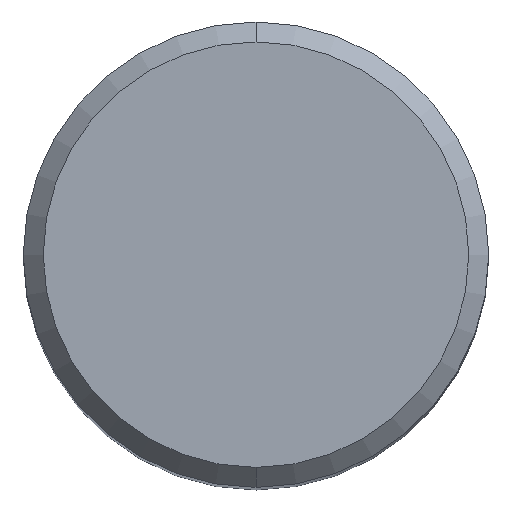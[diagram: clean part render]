
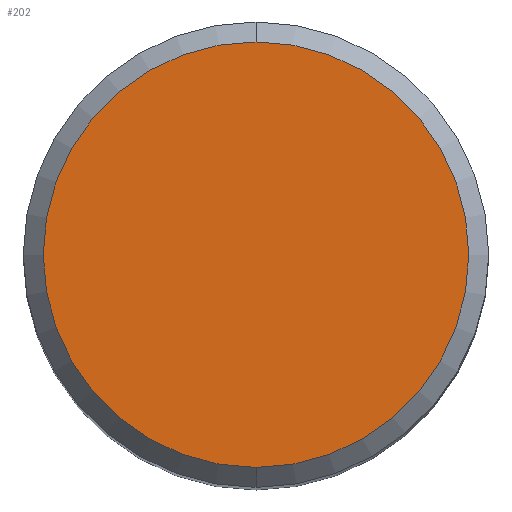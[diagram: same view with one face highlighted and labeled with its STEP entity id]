
A CAD part, top view. The second image highlights one B-rep face of the part: STEP entity #202.
In plain terms, the highlighted planar face has unit normal (0, 0, 1).
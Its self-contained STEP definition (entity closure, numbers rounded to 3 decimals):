
#202=ADVANCED_FACE('',(#506),#507,.T.);
#276=EDGE_CURVE('',#304,#328,#590,.T.);
#304=VERTEX_POINT('',#620);
#328=VERTEX_POINT('',#647);
#368=EDGE_CURVE('',#328,#304,#689,.T.);
#506=FACE_OUTER_BOUND('',#906,.T.);
#507=PLANE('',#907);
#590=CIRCLE('',#1042,6.4);
#620=CARTESIAN_POINT('',(0.,-6.4,0.0));
#647=CARTESIAN_POINT('',(0.0,6.4,0.0));
#689=CIRCLE('',#1258,6.4);
#906=EDGE_LOOP('',(#1518,#1519));
#907=AXIS2_PLACEMENT_3D('',#1520,#1521,#1522);
#1042=AXIS2_PLACEMENT_3D('',#1625,#1626,#1627);
#1258=AXIS2_PLACEMENT_3D('',#1714,#1715,#1716);
#1518=ORIENTED_EDGE('',*,*,#368,.F.);
#1519=ORIENTED_EDGE('',*,*,#276,.F.);
#1520=CARTESIAN_POINT('',(0.0,3.2,0.0));
#1521=DIRECTION('',(-0.0,0.0,1.0));
#1522=DIRECTION('',(0.0,-1.0,0.0));
#1625=CARTESIAN_POINT('',(0.0,0.0,0.0));
#1626=DIRECTION('',(0.0,0.0,-1.0));
#1627=DIRECTION('',(0.0,1.0,0.0));
#1714=CARTESIAN_POINT('',(0.0,0.0,0.0));
#1715=DIRECTION('',(0.0,0.0,-1.0));
#1716=DIRECTION('',(0.0,1.0,0.0));
